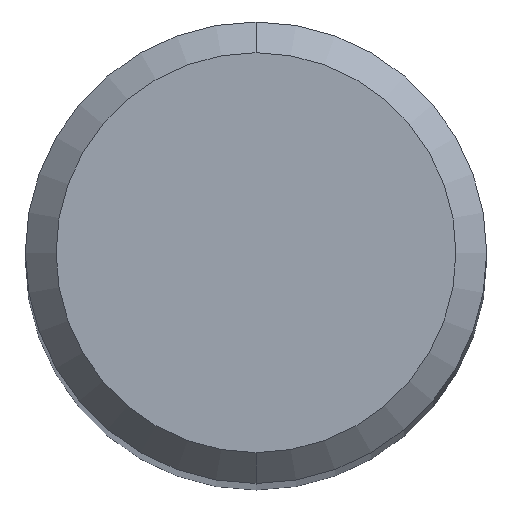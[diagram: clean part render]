
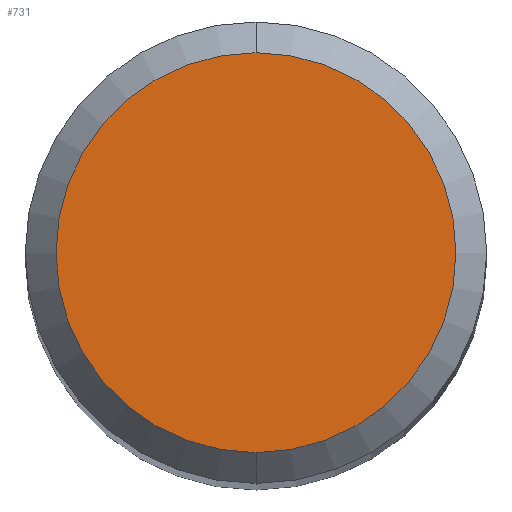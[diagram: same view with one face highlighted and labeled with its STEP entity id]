
A CAD part, top view. The second image highlights one B-rep face of the part: STEP entity #731.
In plain terms, the highlighted planar face has unit normal (0, 0, 1).
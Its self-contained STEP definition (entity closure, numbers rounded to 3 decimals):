
#351=VERTEX_POINT('',#966);
#521=EDGE_CURVE('',#641,#351,#1153,.T.);
#641=VERTEX_POINT('',#1283);
#731=ADVANCED_FACE('',(#1383),#1384,.T.);
#873=EDGE_CURVE('',#351,#641,#1536,.T.);
#966=CARTESIAN_POINT('',(0.,-2.6,0.0));
#1153=CIRCLE('',#3753,2.6);
#1283=CARTESIAN_POINT('',(0.0,2.6,0.0));
#1383=FACE_OUTER_BOUND('',#5885,.T.);
#1384=PLANE('',#5886);
#1536=CIRCLE('',#6384,2.6);
#3753=AXIS2_PLACEMENT_3D('',#6793,#6794,#6795);
#5885=EDGE_LOOP('',(#7036,#7037));
#5886=AXIS2_PLACEMENT_3D('',#7038,#7039,#7040);
#6384=AXIS2_PLACEMENT_3D('',#7183,#7184,#7185);
#6793=CARTESIAN_POINT('',(0.0,0.0,0.0));
#6794=DIRECTION('',(0.0,0.0,-1.0));
#6795=DIRECTION('',(0.0,1.0,0.0));
#7036=ORIENTED_EDGE('',*,*,#521,.F.);
#7037=ORIENTED_EDGE('',*,*,#873,.F.);
#7038=CARTESIAN_POINT('',(0.0,1.3,0.0));
#7039=DIRECTION('',(-0.0,0.0,1.0));
#7040=DIRECTION('',(0.0,-1.0,0.0));
#7183=CARTESIAN_POINT('',(0.0,0.0,0.0));
#7184=DIRECTION('',(0.0,0.0,-1.0));
#7185=DIRECTION('',(0.0,1.0,0.0));
